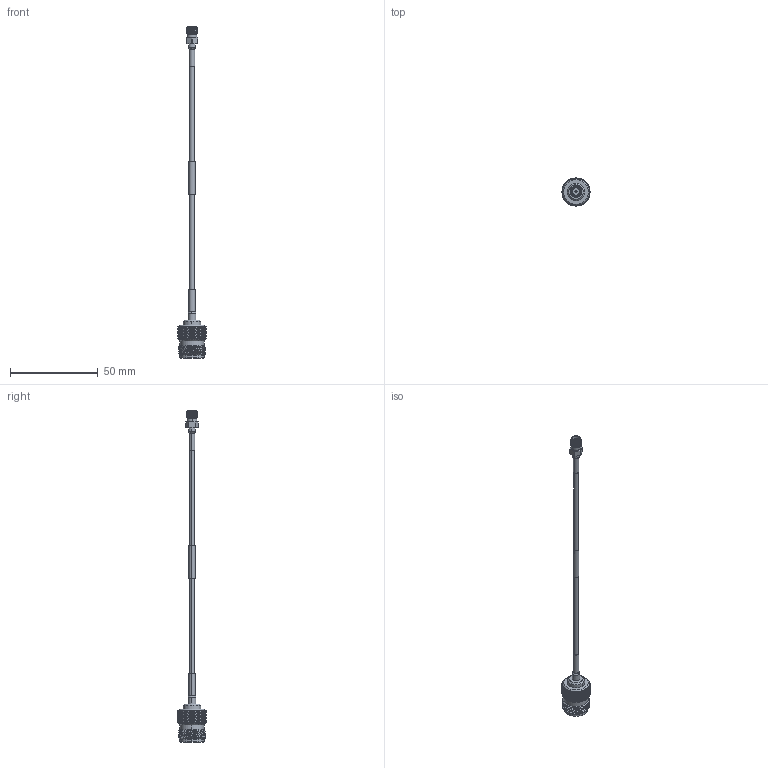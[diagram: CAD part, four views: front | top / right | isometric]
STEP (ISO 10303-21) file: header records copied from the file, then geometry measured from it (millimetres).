
FILE_DESCRIPTION (( 'STEP AP214' ), '1' );
FILE_NAME ('LCCA30615.step', '2020-05-06T20:27:21', ( '' ), ( '' ), 'SwSTEP 2.0', 'SolidWorks 2018', '' );
FILE_SCHEMA (( 'AUTOMOTIVE_DESIGN' ));
Length unit declared in the file: inch
Products named in the file (5): Label^LCCA30615; LC085TBJ^LCCA30615;  LCCN3054^LCCA30615_Heat Shrink; LCCN3046^LCCA30615_Heat Shrink; LCCA30615
Assembly tree (4 placements, depth 2):
  LCCA30615
    LC085TBJ^LCCA30615
    Label^LCCA30615
     LCCN3054^LCCA30615_Heat Shrink
    LCCN3046^LCCA30615_Heat Shrink
Bounding box: 16 x 16 x 189.6 mm (x, y, z)
Volume: 4482.1 mm3; surface area: 3971.5 mm2
Topology: 4 solids, 6 shells, 2406 faces, 5110 edges, 2730 vertices
Faces by surface type: bspline 1810, cylinder 521, plane 40, cone 33, torus 2
Entity records: 93126 total; most frequent: CARTESIAN_POINT 61425, ORIENTED_EDGE 10220, EDGE_CURVE 5110, VERTEX_POINT 2730, EDGE_LOOP 2420, ADVANCED_FACE 2406, FACE_OUTER_BOUND 2406, B_SPLINE_CURVE_WITH_KNOTS 2163
